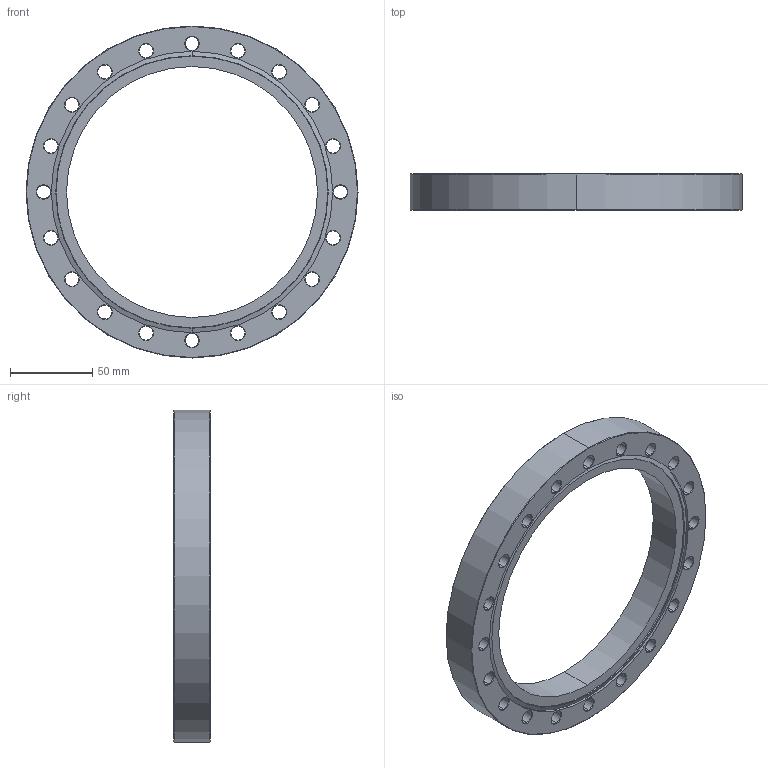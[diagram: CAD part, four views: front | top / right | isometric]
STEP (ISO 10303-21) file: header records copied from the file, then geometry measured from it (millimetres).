
FILE_DESCRIPTION (( 'STEP AP214' ), '1' );
FILE_NAME ('Hositrad_CF150-150D_DoubleSided.STEP', '2010-10-26T15:07:04', ( 'Hositrad' ), ( 'Hositrad' ), 'SwSTEP 2.0', 'SolidWorks 2010', '' );
FILE_SCHEMA (( 'AUTOMOTIVE_DESIGN' ));
Length unit declared in the file: millimetre
Products named in the file (1): Hositrad_CF150-150D_DoubleSided
Bounding box: 202.4 x 22.2 x 202.4 mm (x, y, z)
Volume: 270461.6 mm3; surface area: 62634.1 mm2
Topology: 1 solids, 1 shells, 144 faces, 328 edges, 188 vertices
Faces by surface type: cone 92, cylinder 48, plane 4
Entity records: 4142 total; most frequent: DIRECTION 806, CARTESIAN_POINT 661, ORIENTED_EDGE 656, AXIS2_PLACEMENT_3D 333, EDGE_CURVE 328, CIRCLE 188, VERTEX_POINT 188, EDGE_LOOP 188
